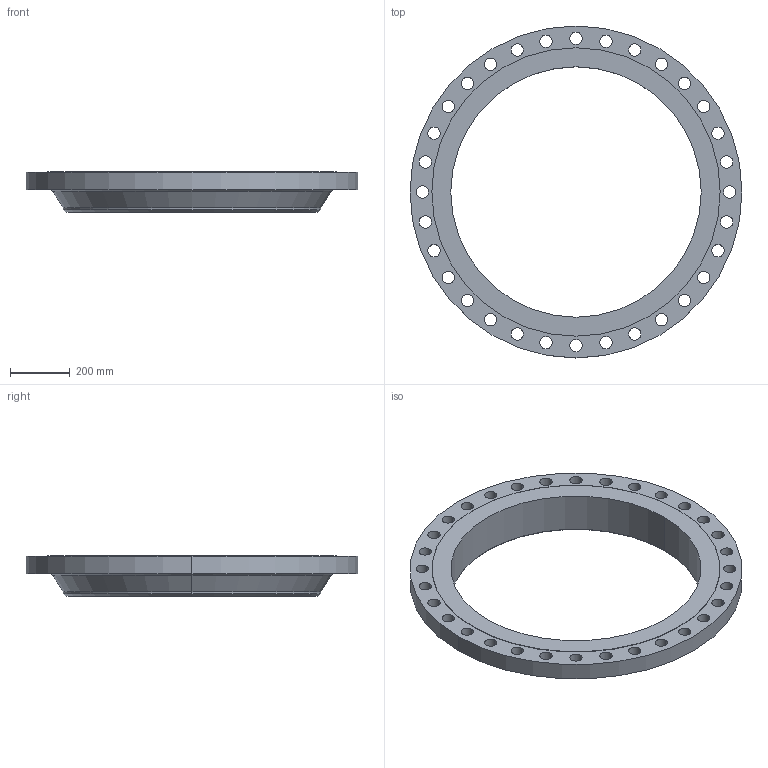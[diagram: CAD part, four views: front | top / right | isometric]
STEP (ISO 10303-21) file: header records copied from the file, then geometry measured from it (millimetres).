
FILE_DESCRIPTION (( 'STEP AP203' ), '1' );
FILE_NAME ('34_CL125_B161_RF_WNF_OB_XH.STEP', '2024-01-18T07:39:44', ( '' ), ( '' ), 'SwSTEP 2.0', 'SolidWorks 2023', '' );
FILE_SCHEMA (( 'CONFIG_CONTROL_DESIGN' ));
Length unit declared in the file: inch
Products named in the file (1): 34_CL125_B161_RF_WNF_OB_XH
Bounding box: 1111.25 x 1111.25 x 136.53 mm (x, y, z)
Volume: 28024411.3 mm3; surface area: 1681502.1 mm2
Topology: 1 solids, 1 shells, 82 faces, 228 edges, 150 vertices
Faces by surface type: cylinder 72, cone 4, plane 4, torus 2
Entity records: 2927 total; most frequent: DIRECTION 546, CARTESIAN_POINT 461, ORIENTED_EDGE 456, AXIS2_PLACEMENT_3D 235, EDGE_CURVE 228, CIRCLE 152, EDGE_LOOP 150, VERTEX_POINT 150
